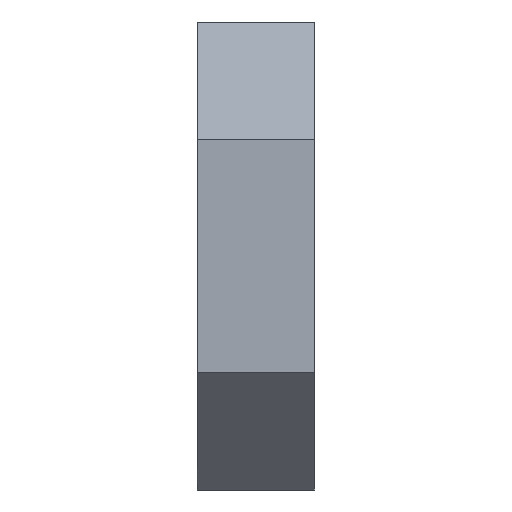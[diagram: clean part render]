
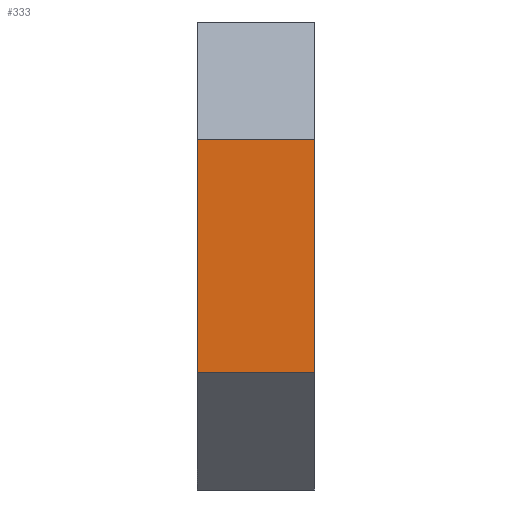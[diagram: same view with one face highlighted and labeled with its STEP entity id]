
A CAD part, left-side view. The second image highlights one B-rep face of the part: STEP entity #333.
In plain terms, the highlighted planar face has unit normal (-1, 0, 0).
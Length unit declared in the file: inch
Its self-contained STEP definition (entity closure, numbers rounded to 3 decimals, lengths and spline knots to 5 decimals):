
#7 = EDGE_CURVE ( 'NONE', #253, #671, #473, .T. ) ;
#10 = CARTESIAN_POINT ( 'NONE',  ( 0., 0., 0. ) ) ;
#18 = EDGE_CURVE ( 'NONE', #142, #671, #99, .T. ) ;
#26 = CARTESIAN_POINT ( 'NONE',  ( 0., 0.125, 0. ) ) ;
#38 = AXIS2_PLACEMENT_3D ( 'NONE', #26, #207, #636 ) ;
#42 = DIRECTION ( 'NONE',  ( 0., 1., 0. ) ) ;
#47 = VECTOR ( 'NONE', #115, 39.37008 ) ;
#76 = ORIENTED_EDGE ( 'NONE', *, *, #450, .T. ) ;
#77 = CARTESIAN_POINT ( 'NONE',  ( 0., 0.125, -0.125 ) ) ;
#96 = PLANE ( 'NONE',  #38 ) ;
#98 = ORIENTED_EDGE ( 'NONE', *, *, #300, .T. ) ;
#99 = LINE ( 'NONE', #10, #504 ) ;
#115 = DIRECTION ( 'NONE',  ( 0., -1., 0. ) ) ;
#135 = VECTOR ( 'NONE', #281, 39.37008 ) ;
#142 = VERTEX_POINT ( 'NONE', #676 ) ;
#163 = DIRECTION ( 'NONE',  ( 0., 0., -1. ) ) ;
#186 = CARTESIAN_POINT ( 'NONE',  ( 0., 0.125, -0.375 ) ) ;
#207 = DIRECTION ( 'NONE',  ( -1., 0., 0. ) ) ;
#214 = CARTESIAN_POINT ( 'NONE',  ( 0., 0.125, 0. ) ) ;
#220 = CARTESIAN_POINT ( 'NONE',  ( 0., 0.125, -0.125 ) ) ;
#253 = VERTEX_POINT ( 'NONE', #186 ) ;
#281 = DIRECTION ( 'NONE',  ( 0., 0., -1. ) ) ;
#300 = EDGE_CURVE ( 'NONE', #142, #446, #438, .T. ) ;
#303 = EDGE_LOOP ( 'NONE', ( #412, #98, #76, #575 ) ) ;
#333 = ADVANCED_FACE ( 'NONE', ( #422 ), #96, .T. ) ;
#363 = LINE ( 'NONE', #214, #135 ) ;
#412 = ORIENTED_EDGE ( 'NONE', *, *, #18, .F. ) ;
#418 = CARTESIAN_POINT ( 'NONE',  ( 0., 0., -0.375 ) ) ;
#422 = FACE_OUTER_BOUND ( 'NONE', #303, .T. ) ;
#438 = LINE ( 'NONE', #77, #591 ) ;
#446 = VERTEX_POINT ( 'NONE', #220 ) ;
#450 = EDGE_CURVE ( 'NONE', #446, #253, #363, .T. ) ;
#473 = LINE ( 'NONE', #500, #47 ) ;
#500 = CARTESIAN_POINT ( 'NONE',  ( 0., 0.125, -0.375 ) ) ;
#504 = VECTOR ( 'NONE', #163, 39.37008 ) ;
#575 = ORIENTED_EDGE ( 'NONE', *, *, #7, .T. ) ;
#591 = VECTOR ( 'NONE', #42, 39.37008 ) ;
#636 = DIRECTION ( 'NONE',  ( 0., 0., 1. ) ) ;
#671 = VERTEX_POINT ( 'NONE', #418 ) ;
#676 = CARTESIAN_POINT ( 'NONE',  ( 0., 0., -0.125 ) ) ;
